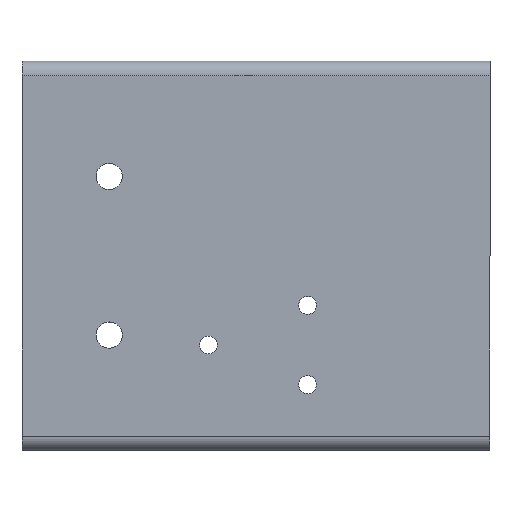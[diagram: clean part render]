
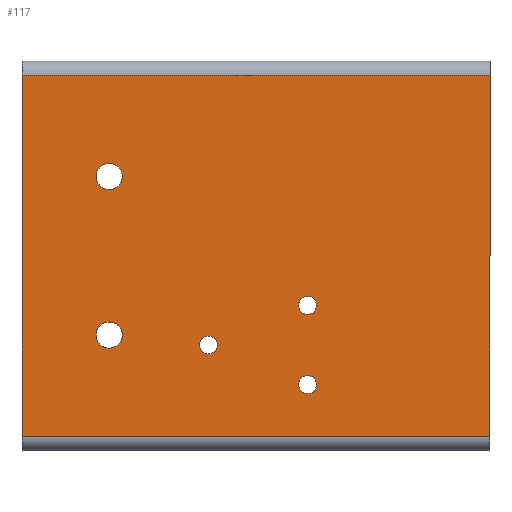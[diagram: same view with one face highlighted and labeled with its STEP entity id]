
A CAD part, top view. The second image highlights one B-rep face of the part: STEP entity #117.
In plain terms, the highlighted planar face has unit normal (0, 0, 1).
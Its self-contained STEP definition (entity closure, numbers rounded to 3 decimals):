
#38 = CARTESIAN_POINT ( 'NONE',  ( -37., -20., 0. ) ) ;
#41 = CARTESIAN_POINT ( 'NONE',  ( 15.25, -32.5, 0. ) ) ;
#49 = ORIENTED_EDGE ( 'NONE', *, *, #1510, .F. ) ;
#56 = EDGE_CURVE ( 'NONE', #1062, #1020, #386, .T. ) ;
#59 = LINE ( 'NONE', #993, #1549 ) ;
#66 = FACE_BOUND ( 'NONE', #1142, .T. ) ;
#70 = CARTESIAN_POINT ( 'NONE',  ( -37., 20., 0. ) ) ;
#74 = DIRECTION ( 'NONE',  ( 0., 0., 1. ) ) ;
#94 = DIRECTION ( 'NONE',  ( 1., 0., 0. ) ) ;
#95 = VERTEX_POINT ( 'NONE', #849 ) ;
#101 = EDGE_CURVE ( 'NONE', #573, #632, #1049, .T. ) ;
#108 = CARTESIAN_POINT ( 'NONE',  ( 13., -12.5, 0. ) ) ;
#117 = ADVANCED_FACE ( 'NONE', ( #859, #66, #1664, #192, #1129, #1099 ), #1416, .T. ) ;
#131 = DIRECTION ( 'NONE',  ( 1., 0., 0. ) ) ;
#132 = VERTEX_POINT ( 'NONE', #302 ) ;
#144 = DIRECTION ( 'NONE',  ( 0., 1., 0. ) ) ;
#147 = DIRECTION ( 'NONE',  ( -1., 0., 0. ) ) ;
#170 = LINE ( 'NONE', #430, #516 ) ;
#180 = AXIS2_PLACEMENT_3D ( 'NONE', #1241, #74, #585 ) ;
#183 = ORIENTED_EDGE ( 'NONE', *, *, #331, .F. ) ;
#185 = DIRECTION ( 'NONE',  ( 0., 0., 1. ) ) ;
#192 = FACE_BOUND ( 'NONE', #814, .T. ) ;
#207 = CARTESIAN_POINT ( 'NONE',  ( 10.75, -12.5, 0. ) ) ;
#220 = ORIENTED_EDGE ( 'NONE', *, *, #1547, .T. ) ;
#222 = EDGE_CURVE ( 'NONE', #632, #573, #1021, .T. ) ;
#226 = VERTEX_POINT ( 'NONE', #207 ) ;
#241 = AXIS2_PLACEMENT_3D ( 'NONE', #38, #977, #147 ) ;
#270 = CARTESIAN_POINT ( 'NONE',  ( -33.7, 20., 0. ) ) ;
#284 = EDGE_CURVE ( 'NONE', #1375, #1478, #1327, .T. ) ;
#293 = VERTEX_POINT ( 'NONE', #1441 ) ;
#297 = ORIENTED_EDGE ( 'NONE', *, *, #284, .F. ) ;
#302 = CARTESIAN_POINT ( 'NONE',  ( -40.3, 20., 0. ) ) ;
#314 = DIRECTION ( 'NONE',  ( 1., 0., 0. ) ) ;
#327 = ORIENTED_EDGE ( 'NONE', *, *, #1456, .T. ) ;
#331 = EDGE_CURVE ( 'NONE', #293, #226, #1598, .T. ) ;
#383 = CARTESIAN_POINT ( 'NONE',  ( 13., -12.5, 0. ) ) ;
#386 = LINE ( 'NONE', #1084, #1030 ) ;
#398 = AXIS2_PLACEMENT_3D ( 'NONE', #715, #446, #477 ) ;
#409 = CARTESIAN_POINT ( 'NONE',  ( 59., -45.5, 0. ) ) ;
#430 = CARTESIAN_POINT ( 'NONE',  ( 59., 45.5, 0. ) ) ;
#435 = VECTOR ( 'NONE', #94, 1000. ) ;
#439 = AXIS2_PLACEMENT_3D ( 'NONE', #70, #599, #1133 ) ;
#446 = DIRECTION ( 'NONE',  ( 0., 0., 1. ) ) ;
#468 = CIRCLE ( 'NONE', #1629, 2.25 ) ;
#477 = DIRECTION ( 'NONE',  ( 1., 0., 0. ) ) ;
#484 = DIRECTION ( 'NONE',  ( 1., 0., 0. ) ) ;
#489 = CARTESIAN_POINT ( 'NONE',  ( -33.7, -20., 0. ) ) ;
#501 = DIRECTION ( 'NONE',  ( 0., 0., 1. ) ) ;
#516 = VECTOR ( 'NONE', #1126, 1000. ) ;
#519 = ORIENTED_EDGE ( 'NONE', *, *, #1386, .T. ) ;
#537 = EDGE_CURVE ( 'NONE', #1020, #95, #170, .T. ) ;
#573 = VERTEX_POINT ( 'NONE', #41 ) ;
#585 = DIRECTION ( 'NONE',  ( 1., 0., 0. ) ) ;
#599 = DIRECTION ( 'NONE',  ( 0., 0., -1. ) ) ;
#632 = VERTEX_POINT ( 'NONE', #1272 ) ;
#638 = CIRCLE ( 'NONE', #831, 3.3 ) ;
#641 = ORIENTED_EDGE ( 'NONE', *, *, #678, .T. ) ;
#642 = DIRECTION ( 'NONE',  ( 0., 0., 1. ) ) ;
#664 = CARTESIAN_POINT ( 'NONE',  ( -59., -45.5, 0. ) ) ;
#678 = EDGE_CURVE ( 'NONE', #95, #1264, #59, .T. ) ;
#682 = DIRECTION ( 'NONE',  ( 0., 0., -1. ) ) ;
#708 = AXIS2_PLACEMENT_3D ( 'NONE', #1571, #1160, #484 ) ;
#715 = CARTESIAN_POINT ( 'NONE',  ( 0., 0., 0. ) ) ;
#718 = CIRCLE ( 'NONE', #1719, 3.3 ) ;
#738 = ORIENTED_EDGE ( 'NONE', *, *, #1354, .T. ) ;
#763 = ORIENTED_EDGE ( 'NONE', *, *, #1244, .F. ) ;
#774 = CARTESIAN_POINT ( 'NONE',  ( -40.3, -20., 0. ) ) ;
#778 = DIRECTION ( 'NONE',  ( 0., 0., 1. ) ) ;
#805 = VERTEX_POINT ( 'NONE', #774 ) ;
#814 = EDGE_LOOP ( 'NONE', ( #327, #220 ) ) ;
#818 = DIRECTION ( 'NONE',  ( -1., 0., 0. ) ) ;
#831 = AXIS2_PLACEMENT_3D ( 'NONE', #1251, #1506, #838 ) ;
#832 = EDGE_CURVE ( 'NONE', #1264, #1062, #1310, .T. ) ;
#838 = DIRECTION ( 'NONE',  ( -1., 0., 0. ) ) ;
#849 = CARTESIAN_POINT ( 'NONE',  ( -59., 45.5, 0. ) ) ;
#859 = FACE_BOUND ( 'NONE', #1281, .T. ) ;
#862 = CIRCLE ( 'NONE', #241, 3.3 ) ;
#914 = ORIENTED_EDGE ( 'NONE', *, *, #832, .T. ) ;
#977 = DIRECTION ( 'NONE',  ( 0., 0., -1. ) ) ;
#993 = CARTESIAN_POINT ( 'NONE',  ( -59., -45.5, 0. ) ) ;
#996 = CARTESIAN_POINT ( 'NONE',  ( -12., -22.5, 0. ) ) ;
#1020 = VERTEX_POINT ( 'NONE', #1116 ) ;
#1021 = CIRCLE ( 'NONE', #708, 2.25 ) ;
#1030 = VECTOR ( 'NONE', #144, 1000. ) ;
#1041 = DIRECTION ( 'NONE',  ( 1., 0., 0. ) ) ;
#1049 = CIRCLE ( 'NONE', #180, 2.25 ) ;
#1053 = AXIS2_PLACEMENT_3D ( 'NONE', #383, #778, #131 ) ;
#1060 = AXIS2_PLACEMENT_3D ( 'NONE', #1702, #501, #1299 ) ;
#1062 = VERTEX_POINT ( 'NONE', #409 ) ;
#1084 = CARTESIAN_POINT ( 'NONE',  ( 59., 45.5, 0. ) ) ;
#1099 = FACE_OUTER_BOUND ( 'NONE', #1183, .T. ) ;
#1112 = VERTEX_POINT ( 'NONE', #489 ) ;
#1116 = CARTESIAN_POINT ( 'NONE',  ( 59., 45.5, 0. ) ) ;
#1126 = DIRECTION ( 'NONE',  ( -1., 0., 0. ) ) ;
#1129 = FACE_BOUND ( 'NONE', #1726, .T. ) ;
#1133 = DIRECTION ( 'NONE',  ( -1., 0., 0. ) ) ;
#1142 = EDGE_LOOP ( 'NONE', ( #183, #763 ) ) ;
#1153 = DIRECTION ( 'NONE',  ( 0., -1., 0. ) ) ;
#1160 = DIRECTION ( 'NONE',  ( 0., 0., 1. ) ) ;
#1161 = ORIENTED_EDGE ( 'NONE', *, *, #101, .F. ) ;
#1183 = EDGE_LOOP ( 'NONE', ( #641, #914, #1301, #1572 ) ) ;
#1202 = EDGE_LOOP ( 'NONE', ( #49, #297 ) ) ;
#1228 = CIRCLE ( 'NONE', #1053, 2.25 ) ;
#1241 = CARTESIAN_POINT ( 'NONE',  ( 13., -32.5, 0. ) ) ;
#1243 = CARTESIAN_POINT ( 'NONE',  ( -14.25, -22.5, 0. ) ) ;
#1244 = EDGE_CURVE ( 'NONE', #226, #293, #1228, .T. ) ;
#1251 = CARTESIAN_POINT ( 'NONE',  ( -37., 20., 0. ) ) ;
#1264 = VERTEX_POINT ( 'NONE', #664 ) ;
#1272 = CARTESIAN_POINT ( 'NONE',  ( 10.75, -32.5, 0. ) ) ;
#1281 = EDGE_LOOP ( 'NONE', ( #1161, #1482 ) ) ;
#1287 = AXIS2_PLACEMENT_3D ( 'NONE', #108, #642, #1041 ) ;
#1299 = DIRECTION ( 'NONE',  ( 1., 0., 0. ) ) ;
#1301 = ORIENTED_EDGE ( 'NONE', *, *, #56, .T. ) ;
#1310 = LINE ( 'NONE', #1449, #435 ) ;
#1315 = VERTEX_POINT ( 'NONE', #270 ) ;
#1327 = CIRCLE ( 'NONE', #1060, 2.25 ) ;
#1354 = EDGE_CURVE ( 'NONE', #805, #1112, #862, .T. ) ;
#1357 = CARTESIAN_POINT ( 'NONE',  ( -9.75, -22.5, 0. ) ) ;
#1375 = VERTEX_POINT ( 'NONE', #1243 ) ;
#1386 = EDGE_CURVE ( 'NONE', #1112, #805, #718, .T. ) ;
#1416 = PLANE ( 'NONE',  #398 ) ;
#1441 = CARTESIAN_POINT ( 'NONE',  ( 15.25, -12.5, 0. ) ) ;
#1449 = CARTESIAN_POINT ( 'NONE',  ( 59., -45.5, 0. ) ) ;
#1456 = EDGE_CURVE ( 'NONE', #132, #1315, #638, .T. ) ;
#1478 = VERTEX_POINT ( 'NONE', #1357 ) ;
#1482 = ORIENTED_EDGE ( 'NONE', *, *, #222, .F. ) ;
#1506 = DIRECTION ( 'NONE',  ( 0., 0., -1. ) ) ;
#1510 = EDGE_CURVE ( 'NONE', #1478, #1375, #468, .T. ) ;
#1528 = CARTESIAN_POINT ( 'NONE',  ( -37., -20., 0. ) ) ;
#1547 = EDGE_CURVE ( 'NONE', #1315, #132, #1603, .T. ) ;
#1549 = VECTOR ( 'NONE', #1153, 1000. ) ;
#1571 = CARTESIAN_POINT ( 'NONE',  ( 13., -32.5, 0. ) ) ;
#1572 = ORIENTED_EDGE ( 'NONE', *, *, #537, .T. ) ;
#1598 = CIRCLE ( 'NONE', #1287, 2.25 ) ;
#1603 = CIRCLE ( 'NONE', #439, 3.3 ) ;
#1629 = AXIS2_PLACEMENT_3D ( 'NONE', #996, #185, #314 ) ;
#1664 = FACE_BOUND ( 'NONE', #1202, .T. ) ;
#1702 = CARTESIAN_POINT ( 'NONE',  ( -12., -22.5, 0. ) ) ;
#1719 = AXIS2_PLACEMENT_3D ( 'NONE', #1528, #682, #818 ) ;
#1726 = EDGE_LOOP ( 'NONE', ( #738, #519 ) ) ;
